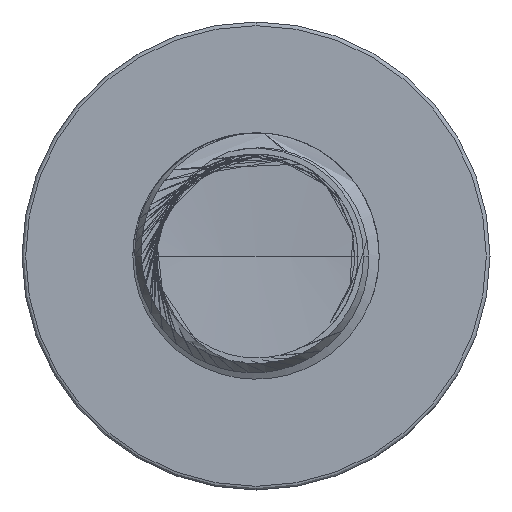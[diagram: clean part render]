
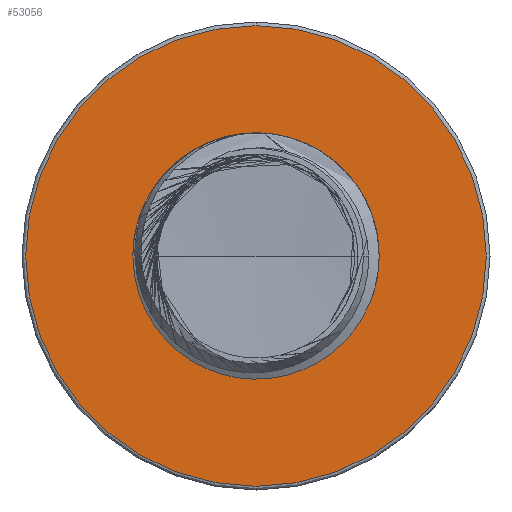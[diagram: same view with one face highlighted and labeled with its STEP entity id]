
A CAD part, front view. The second image highlights one B-rep face of the part: STEP entity #53056.
In plain terms, the highlighted planar face has unit normal (0, -1, 0).
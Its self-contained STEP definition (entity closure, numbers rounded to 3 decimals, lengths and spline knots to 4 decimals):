
#345 = ORIENTED_EDGE ( 'NONE', *, *, #53871, .T. ) ;
#996 = VERTEX_POINT ( 'NONE', #12874 ) ;
#1527 = ORIENTED_EDGE ( 'NONE', *, *, #38441, .F. ) ;
#6521 = VERTEX_POINT ( 'NONE', #13085 ) ;
#9224 = AXIS2_PLACEMENT_3D ( 'NONE', #53397, #53351, #50367 ) ;
#9803 = CARTESIAN_POINT ( 'NONE',  ( 0., 50., 2.4379 ) ) ;
#10152 = CARTESIAN_POINT ( 'NONE',  ( 0., 50., 0. ) ) ;
#11623 = VERTEX_POINT ( 'NONE', #25591 ) ;
#12874 = CARTESIAN_POINT ( 'NONE',  ( 0., 50., 4.675 ) ) ;
#13085 = CARTESIAN_POINT ( 'NONE',  ( 0., 50., -4.675 ) ) ;
#14371 = DIRECTION ( 'NONE',  ( 0., -1., 0. ) ) ;
#14705 = DIRECTION ( 'NONE',  ( 0., 0., -1. ) ) ;
#16235 = FACE_OUTER_BOUND ( 'NONE', #17405, .T. ) ;
#17349 = DIRECTION ( 'NONE',  ( 0., -1., 0. ) ) ;
#17405 = EDGE_LOOP ( 'NONE', ( #40396, #345 ) ) ;
#17461 = DIRECTION ( 'NONE',  ( 0., -1., 0. ) ) ;
#19815 = EDGE_CURVE ( 'NONE', #6521, #996, #26342, .T. ) ;
#20461 = AXIS2_PLACEMENT_3D ( 'NONE', #43892, #17461, #47775 ) ;
#21018 = CARTESIAN_POINT ( 'NONE',  ( 0., 50., 2.4379 ) ) ;
#22167 = CIRCLE ( 'NONE', #20461, 2.4379 ) ;
#25591 = CARTESIAN_POINT ( 'NONE',  ( 0., 50., -2.4379 ) ) ;
#26342 = CIRCLE ( 'NONE', #9224, 4.675 ) ;
#32334 = AXIS2_PLACEMENT_3D ( 'NONE', #9803, #14371, #45130 ) ;
#33114 = CIRCLE ( 'NONE', #52870, 4.675 ) ;
#36739 = PLANE ( 'NONE',  #32334 ) ;
#36926 = VERTEX_POINT ( 'NONE', #21018 ) ;
#37041 = EDGE_LOOP ( 'NONE', ( #54779, #1527 ) ) ;
#37499 = CIRCLE ( 'NONE', #51800, 2.4379 ) ;
#38441 = EDGE_CURVE ( 'NONE', #36926, #11623, #37499, .T. ) ;
#40190 = EDGE_CURVE ( 'NONE', #11623, #36926, #22167, .T. ) ;
#40396 = ORIENTED_EDGE ( 'NONE', *, *, #19815, .T. ) ;
#41334 = DIRECTION ( 'NONE',  ( 0., -1., 0. ) ) ;
#43787 = CARTESIAN_POINT ( 'NONE',  ( 0., 50., 0. ) ) ;
#43892 = CARTESIAN_POINT ( 'NONE',  ( 0., 50., 0. ) ) ;
#45130 = DIRECTION ( 'NONE',  ( 0., 0., -1. ) ) ;
#47683 = DIRECTION ( 'NONE',  ( 0., 0., -1. ) ) ;
#47775 = DIRECTION ( 'NONE',  ( 0., 0., -1. ) ) ;
#50367 = DIRECTION ( 'NONE',  ( 0., 0., -1. ) ) ;
#50382 = FACE_BOUND ( 'NONE', #37041, .T. ) ;
#51800 = AXIS2_PLACEMENT_3D ( 'NONE', #43787, #17349, #47683 ) ;
#52870 = AXIS2_PLACEMENT_3D ( 'NONE', #10152, #41334, #14705 ) ;
#53056 = ADVANCED_FACE ( 'NONE', ( #16235, #50382 ), #36739, .T. ) ;
#53351 = DIRECTION ( 'NONE',  ( 0., -1., 0. ) ) ;
#53397 = CARTESIAN_POINT ( 'NONE',  ( 0., 50., 0. ) ) ;
#53871 = EDGE_CURVE ( 'NONE', #996, #6521, #33114, .T. ) ;
#54779 = ORIENTED_EDGE ( 'NONE', *, *, #40190, .F. ) ;
